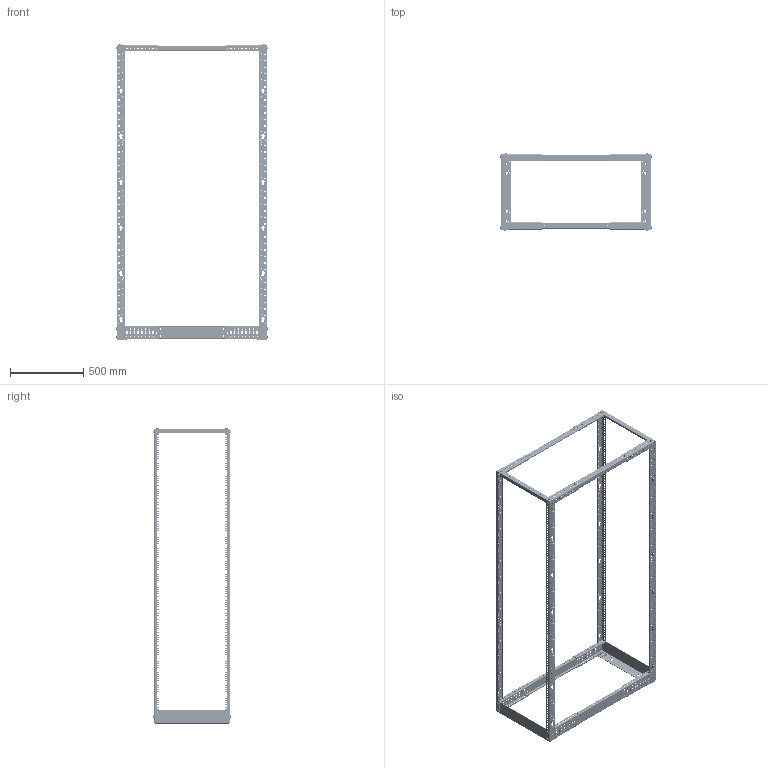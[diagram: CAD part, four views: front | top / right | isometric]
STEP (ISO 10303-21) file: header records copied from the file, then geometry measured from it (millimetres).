
FILE_DESCRIPTION (( 'STEP AP214' ), '1' );
FILE_NAME ('00406906_3D.STEP', '2022-02-28T17:25:28', ( '' ), ( '' ), 'SwSTEP 2.0', 'SolidWorks 2021', '' );
FILE_SCHEMA (( 'AUTOMOTIVE_DESIGN' ));
Length unit declared in the file: inch
Products named in the file (13): PRT0001YOU^SHUANG_ASM_00406906; PRT0003^SHUANG_ASM_00406906; PRT0006^00406906; PRT0009^SHUANG_ASM_00406906; 00406906_3D; PRT0003YOU^SHUANG_ASM_00406906; PRT0008^SHUANG_ASM_00406906; PRT0007^SHUANG_ASM_00406906; SHUANG_ASM^00406906; M10_12^SHUANG_ASM_00406906; M10_12^00406906; PRT0001^SHUANG_ASM_00406906; PRT0002^00406906
Assembly tree (37 placements, depth 3):
  00406906_3D
    SHUANG_ASM^00406906  x2
      PRT0001^SHUANG_ASM_00406906
      PRT0001YOU^SHUANG_ASM_00406906
      PRT0007^SHUANG_ASM_00406906
      PRT0003^SHUANG_ASM_00406906
      PRT0003YOU^SHUANG_ASM_00406906
      PRT0009^SHUANG_ASM_00406906
      PRT0008^SHUANG_ASM_00406906
      M10_12^SHUANG_ASM_00406906
    PRT0006^00406906  x2
    PRT0002^00406906  x2
    M10_12^00406906  x11
Bounding box: 1033.4 x 524.5 x 2011.4 mm (x, y, z)
Volume: 3074798 mm3; surface area: 3066400.2 mm2
Topology: 55 solids, 55 shells, 6673 faces, 19356 edges, 12828 vertices
Faces by surface type: plane 3922, cylinder 2541, bspline 210
Entity records: 94688 total; most frequent: CARTESIAN_POINT 19683, ORIENTED_EDGE 15524, DIRECTION 14670, EDGE_CURVE 7762, VECTOR 5956, LINE 5956, VERTEX_POINT 5160, AXIS2_PLACEMENT_3D 4357
